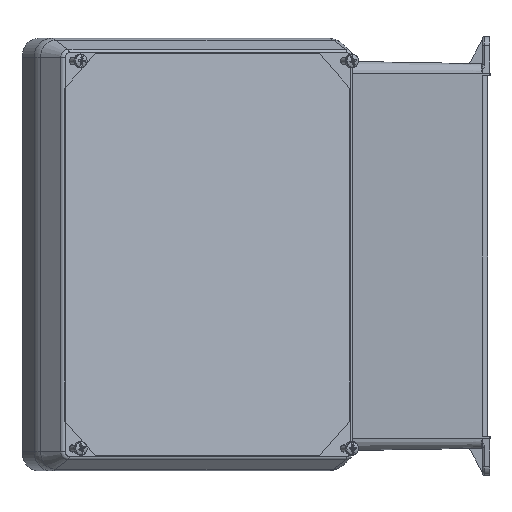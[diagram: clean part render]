
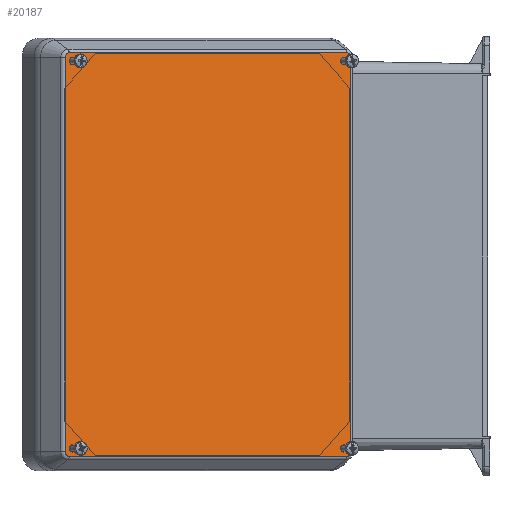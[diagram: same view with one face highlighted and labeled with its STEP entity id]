
A CAD part, left-side view. The second image highlights one B-rep face of the part: STEP entity #20187.
In plain terms, the highlighted face is planar.
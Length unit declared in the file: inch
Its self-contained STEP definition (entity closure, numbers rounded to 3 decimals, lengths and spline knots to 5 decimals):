
#134 = VERTEX_POINT ( 'NONE', #23338 ) ;
#533 = CARTESIAN_POINT ( 'NONE',  ( 4.27878, -1.64, -5.16 ) ) ;
#731 = VERTEX_POINT ( 'NONE', #19349 ) ;
#854 = CIRCLE ( 'NONE', #20749, 0.11878 ) ;
#946 = CARTESIAN_POINT ( 'NONE',  ( 4.0625, -1.64, 5.07 ) ) ;
#972 = VECTOR ( 'NONE', #1024, 39.37008 ) ;
#1024 = DIRECTION ( 'NONE',  ( -1., 0., 0. ) ) ;
#1308 = AXIS2_PLACEMENT_3D ( 'NONE', #946, #15315, #3032 ) ;
#1769 = DIRECTION ( 'NONE',  ( 0., -1., 0. ) ) ;
#1961 = ORIENTED_EDGE ( 'NONE', *, *, #21408, .T. ) ;
#2033 = CARTESIAN_POINT ( 'NONE',  ( -4.16, -1.64, -5.27878 ) ) ;
#2211 = ORIENTED_EDGE ( 'NONE', *, *, #3718, .T. ) ;
#2242 = CARTESIAN_POINT ( 'NONE',  ( 4.27878, -1.64, 5.16 ) ) ;
#2563 = ORIENTED_EDGE ( 'NONE', *, *, #11335, .T. ) ;
#2802 = CARTESIAN_POINT ( 'NONE',  ( -4.16, -1.64, 5.27878 ) ) ;
#3014 = AXIS2_PLACEMENT_3D ( 'NONE', #18883, #6575, #20949 ) ;
#3032 = DIRECTION ( 'NONE',  ( 0., 0., -1. ) ) ;
#3060 = CARTESIAN_POINT ( 'NONE',  ( 4.0625, -1.64, 4.976 ) ) ;
#3624 = LINE ( 'NONE', #2242, #4898 ) ;
#3718 = EDGE_CURVE ( 'NONE', #3828, #16862, #3624, .T. ) ;
#3768 = EDGE_LOOP ( 'NONE', ( #7788 ) ) ;
#3795 = CARTESIAN_POINT ( 'NONE',  ( -4.27878, -1.64, -5.16 ) ) ;
#3828 = VERTEX_POINT ( 'NONE', #533 ) ;
#4111 = CIRCLE ( 'NONE', #3014, 0.11878 ) ;
#4137 = FACE_OUTER_BOUND ( 'NONE', #10658, .T. ) ;
#4495 = VECTOR ( 'NONE', #9043, 39.37008 ) ;
#4781 = FACE_BOUND ( 'NONE', #10417, .T. ) ;
#4898 = VECTOR ( 'NONE', #16596, 39.37008 ) ;
#4991 = VERTEX_POINT ( 'NONE', #15921 ) ;
#5434 = FACE_BOUND ( 'NONE', #12094, .T. ) ;
#5566 = CIRCLE ( 'NONE', #10398, 0.094 ) ;
#6575 = DIRECTION ( 'NONE',  ( 0., -1., 0. ) ) ;
#6588 = DIRECTION ( 'NONE',  ( 0., -1., 0. ) ) ;
#6694 = EDGE_CURVE ( 'NONE', #134, #134, #16906, .T. ) ;
#7254 = VERTEX_POINT ( 'NONE', #21913 ) ;
#7319 = ORIENTED_EDGE ( 'NONE', *, *, #25582, .T. ) ;
#7788 = ORIENTED_EDGE ( 'NONE', *, *, #20120, .T. ) ;
#8624 = EDGE_CURVE ( 'NONE', #731, #24429, #19709, .T. ) ;
#9043 = DIRECTION ( 'NONE',  ( 1., 0., 0. ) ) ;
#9300 = CARTESIAN_POINT ( 'NONE',  ( -4.0625, -1.64, -5.07 ) ) ;
#9407 = CARTESIAN_POINT ( 'NONE',  ( -4.16, -1.64, -5.16 ) ) ;
#9619 = FACE_BOUND ( 'NONE', #3768, .T. ) ;
#9750 = VERTEX_POINT ( 'NONE', #16042 ) ;
#10136 = CARTESIAN_POINT ( 'NONE',  ( 4.27878, -1.64, 5.16 ) ) ;
#10257 = ORIENTED_EDGE ( 'NONE', *, *, #23993, .T. ) ;
#10301 = AXIS2_PLACEMENT_3D ( 'NONE', #14048, #1769, #16112 ) ;
#10368 = DIRECTION ( 'NONE',  ( 0., 1., 0. ) ) ;
#10398 = AXIS2_PLACEMENT_3D ( 'NONE', #22669, #10368, #24753 ) ;
#10417 = EDGE_LOOP ( 'NONE', ( #2563 ) ) ;
#10658 = EDGE_LOOP ( 'NONE', ( #11589, #21617, #11814, #24932, #2211, #10257, #1961, #22559 ) ) ;
#11233 = LINE ( 'NONE', #25654, #972 ) ;
#11334 = DIRECTION ( 'NONE',  ( 0., 0., -1. ) ) ;
#11335 = EDGE_CURVE ( 'NONE', #11976, #11976, #25023, .T. ) ;
#11457 = DIRECTION ( 'NONE',  ( 0., 0., -1. ) ) ;
#11589 = ORIENTED_EDGE ( 'NONE', *, *, #8624, .T. ) ;
#11656 = CARTESIAN_POINT ( 'NONE',  ( 4.0625, -1.64, -5.07 ) ) ;
#11814 = ORIENTED_EDGE ( 'NONE', *, *, #18795, .T. ) ;
#11976 = VERTEX_POINT ( 'NONE', #3060 ) ;
#12094 = EDGE_LOOP ( 'NONE', ( #23464 ) ) ;
#12232 = DIRECTION ( 'NONE',  ( 0., -1., 0. ) ) ;
#13714 = DIRECTION ( 'NONE',  ( 0., 0., -1. ) ) ;
#13891 = VERTEX_POINT ( 'NONE', #19932 ) ;
#14048 = CARTESIAN_POINT ( 'NONE',  ( 4.16, -1.64, -5.16 ) ) ;
#14223 = VECTOR ( 'NONE', #15339, 39.37008 ) ;
#14554 = AXIS2_PLACEMENT_3D ( 'NONE', #18892, #6588, #20957 ) ;
#15315 = DIRECTION ( 'NONE',  ( 0., 1., 0. ) ) ;
#15339 = DIRECTION ( 'NONE',  ( 0., 0., -1. ) ) ;
#15921 = CARTESIAN_POINT ( 'NONE',  ( 4.16, -1.64, 5.27878 ) ) ;
#16042 = CARTESIAN_POINT ( 'NONE',  ( -4.0625, -1.64, 4.976 ) ) ;
#16112 = DIRECTION ( 'NONE',  ( 0., 0., -1. ) ) ;
#16596 = DIRECTION ( 'NONE',  ( 0., 0., 1. ) ) ;
#16862 = VERTEX_POINT ( 'NONE', #10136 ) ;
#16906 = CIRCLE ( 'NONE', #20517, 0.094 ) ;
#17059 = EDGE_CURVE ( 'NONE', #24429, #25552, #17789, .T. ) ;
#17193 = AXIS2_PLACEMENT_3D ( 'NONE', #11656, #26048, #13714 ) ;
#17479 = AXIS2_PLACEMENT_3D ( 'NONE', #9407, #23774, #11457 ) ;
#17718 = EDGE_CURVE ( 'NONE', #7254, #3828, #22865, .T. ) ;
#17789 = CIRCLE ( 'NONE', #17479, 0.11878 ) ;
#18170 = EDGE_LOOP ( 'NONE', ( #7319 ) ) ;
#18795 = EDGE_CURVE ( 'NONE', #25552, #7254, #26371, .T. ) ;
#18883 = CARTESIAN_POINT ( 'NONE',  ( -4.16, -1.64, 5.16 ) ) ;
#18892 = CARTESIAN_POINT ( 'NONE',  ( 4.16, -1.64, -5.16 ) ) ;
#18945 = CIRCLE ( 'NONE', #17193, 0.094 ) ;
#19190 = CARTESIAN_POINT ( 'NONE',  ( 4.16, -1.64, -5.27878 ) ) ;
#19349 = CARTESIAN_POINT ( 'NONE',  ( -4.27878, -1.64, 5.16 ) ) ;
#19709 = LINE ( 'NONE', #21435, #14223 ) ;
#19932 = CARTESIAN_POINT ( 'NONE',  ( 4.0625, -1.64, -5.164 ) ) ;
#20120 = EDGE_CURVE ( 'NONE', #13891, #13891, #18945, .T. ) ;
#20187 = ADVANCED_FACE ( 'NONE', ( #4781, #26023, #5434, #9619, #4137 ), #24312, .T. ) ;
#20517 = AXIS2_PLACEMENT_3D ( 'NONE', #9300, #23664, #11334 ) ;
#20749 = AXIS2_PLACEMENT_3D ( 'NONE', #24572, #12232, #26624 ) ;
#20949 = DIRECTION ( 'NONE',  ( 0., 0., -1. ) ) ;
#20957 = DIRECTION ( 'NONE',  ( 0., 0., -1. ) ) ;
#20988 = VERTEX_POINT ( 'NONE', #2802 ) ;
#21408 = EDGE_CURVE ( 'NONE', #4991, #20988, #11233, .T. ) ;
#21435 = CARTESIAN_POINT ( 'NONE',  ( -4.27878, -1.64, -5.16 ) ) ;
#21617 = ORIENTED_EDGE ( 'NONE', *, *, #17059, .T. ) ;
#21913 = CARTESIAN_POINT ( 'NONE',  ( 4.16, -1.64, -5.27878 ) ) ;
#22559 = ORIENTED_EDGE ( 'NONE', *, *, #23053, .T. ) ;
#22669 = CARTESIAN_POINT ( 'NONE',  ( -4.0625, -1.64, 5.07 ) ) ;
#22865 = CIRCLE ( 'NONE', #14554, 0.11878 ) ;
#23053 = EDGE_CURVE ( 'NONE', #20988, #731, #4111, .T. ) ;
#23338 = CARTESIAN_POINT ( 'NONE',  ( -4.0625, -1.64, -5.164 ) ) ;
#23464 = ORIENTED_EDGE ( 'NONE', *, *, #6694, .T. ) ;
#23664 = DIRECTION ( 'NONE',  ( 0., 1., 0. ) ) ;
#23774 = DIRECTION ( 'NONE',  ( 0., -1., 0. ) ) ;
#23993 = EDGE_CURVE ( 'NONE', #16862, #4991, #854, .T. ) ;
#24312 = PLANE ( 'NONE',  #10301 ) ;
#24429 = VERTEX_POINT ( 'NONE', #3795 ) ;
#24572 = CARTESIAN_POINT ( 'NONE',  ( 4.16, -1.64, 5.16 ) ) ;
#24753 = DIRECTION ( 'NONE',  ( 0., 0., -1. ) ) ;
#24932 = ORIENTED_EDGE ( 'NONE', *, *, #17718, .T. ) ;
#25023 = CIRCLE ( 'NONE', #1308, 0.094 ) ;
#25552 = VERTEX_POINT ( 'NONE', #2033 ) ;
#25582 = EDGE_CURVE ( 'NONE', #9750, #9750, #5566, .T. ) ;
#25654 = CARTESIAN_POINT ( 'NONE',  ( -4.16, -1.64, 5.27878 ) ) ;
#26023 = FACE_BOUND ( 'NONE', #18170, .T. ) ;
#26048 = DIRECTION ( 'NONE',  ( 0., 1., 0. ) ) ;
#26371 = LINE ( 'NONE', #19190, #4495 ) ;
#26624 = DIRECTION ( 'NONE',  ( 0., 0., -1. ) ) ;
